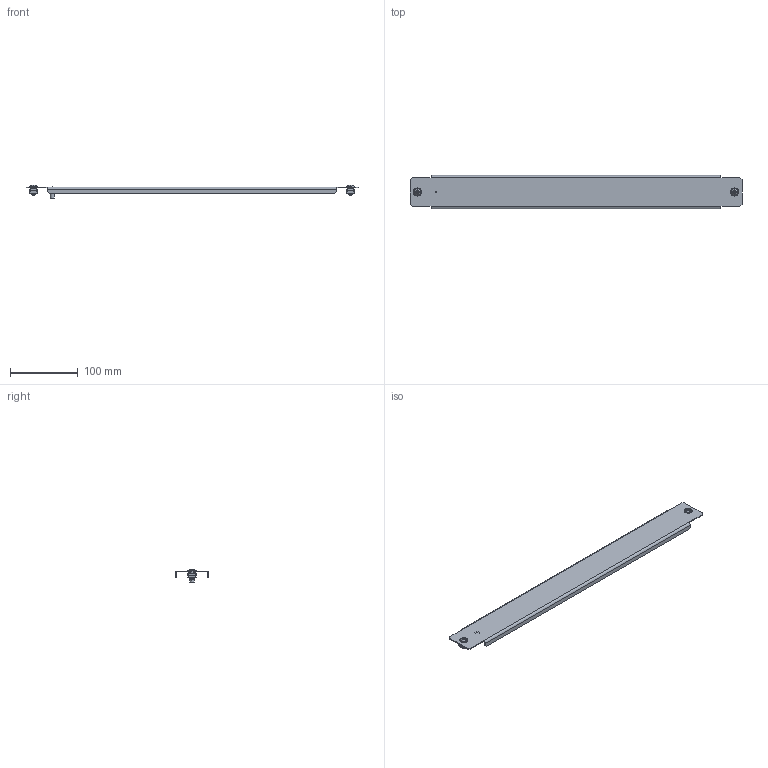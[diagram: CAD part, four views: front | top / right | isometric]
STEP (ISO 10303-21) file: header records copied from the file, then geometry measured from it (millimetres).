
FILE_DESCRIPTION (( 'STEP AP203' ), '1' );
FILE_NAME ('UR31100520560 Ôàëüø-ïàíåëü RS52 05.60 (000.140.029).STEP', '2022-04-18T11:33:53', ( '' ), ( '' ), 'SwSTEP 2.0', 'SolidWorks 2017', '' );
FILE_SCHEMA (( 'CONFIG_CONTROL_DESIGN' ));
Length unit declared in the file: millimetre
Products named in the file (8): Ãàéêà êëåòåâàÿ_M5-4B; UR31100520560 Ôàëüø-ïàíåëü RS52 05.60 (000.140.029); Êëåòêà ãàéêè_M6-4€; 011-229 Ôàëüø-ïàíåëü ãëóõàÿ ( 05.60)_050; Ãàéêà êâàäðàòíàÿ_Œ5; Âèíò ISO 7380-2 TX_Œ5å12; 000.140.022 Ôàëüø-ïàíåëü ãëóõàÿ ñ êåðíîì RS52 00.60_50; Øïèëüêà çàçåìëåíèÿ CKF CS_Œ6å16
Assembly tree (9 placements, depth 3):
  UR31100520560 Ôàëüø-ïàíåëü RS52 05.60 (000.140.029)
    000.140.022 Ôàëüø-ïàíåëü ãëóõàÿ ñ êåðíîì RS52 00.60_50
      011-229 Ôàëüø-ïàíåëü ãëóõàÿ ( 05.60)_050
      Øïèëüêà çàçåìëåíèÿ CKF CS_Œ6å16
    Ãàéêà êëåòåâàÿ_M5-4B  x2
      Êëåòêà ãàéêè_M6-4€
      Ãàéêà êâàäðàòíàÿ_Œ5
    Âèíò ISO 7380-2 TX_Œ5å12  x2
Bounding box: 490 x 49 x 19.8 mm (x, y, z)
Volume: 38787 mm3; surface area: 65515.7 mm2
Topology: 8 solids, 8 shells, 343 faces, 834 edges, 510 vertices
Faces by surface type: plane 207, cylinder 98, bspline 20, cone 10, torus 8
Entity records: 7550 total; most frequent: CARTESIAN_POINT 2068, ORIENTED_EDGE 966, DIRECTION 915, EDGE_CURVE 483, AXIS2_PLACEMENT_3D 309, VERTEX_POINT 299, VECTOR 297, LINE 297
